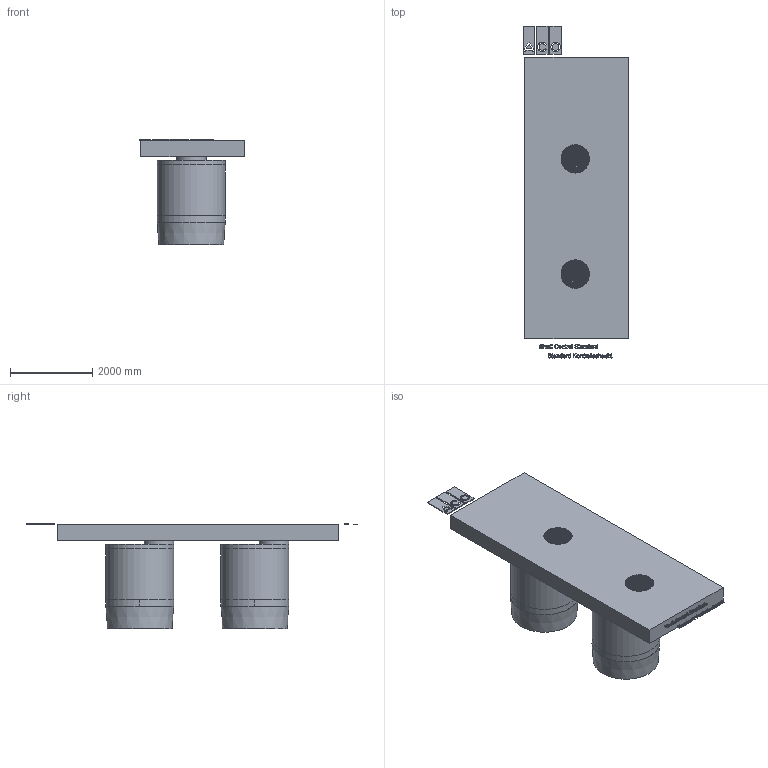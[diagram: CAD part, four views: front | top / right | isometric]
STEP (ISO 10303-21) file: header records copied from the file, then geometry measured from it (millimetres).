
FILE_DESCRIPTION(/* description */ (''),/* implementation_level */ '2;1');
FILE_NAME(/* name */ 'ACO Standard Kontrollschacht.s.iam.stp',/* time_stamp */ '2025-06-10T09:37:23+02:00',/* author */ ('AUnternaehrer'),/* organization */ (''),/* preprocessor_version */ 'ST-DEVELOPER v18.1',/* originating_system */ 'Autodesk Inventor 2022',/* authorisation */ '');
FILE_SCHEMA (('AUTOMOTIVE_DESIGN { 1 0 10303 214 3 1 1 }'));
Length unit declared in the file: millimetre
Products named in the file (566): ACO Standard Kontrollschacht.s; ACO Standard Kontrollschacht; ACO Standard Kontrollschacht_1; ACO Standard Kontrollschacht_2; ACO Standard Kontrollschacht_3; ACO Standard Kontrollschacht_4; ACO Standard Kontrollschacht_5; ACO Standard Kontrollschacht_6; ACO Standard Kontrollschacht_7; ACO Standard Kontrollschacht_8; ACO Standard Kontrollschacht_9; ACO Standard Kontrollschacht_10; ACO Standard Kontrollschacht_11; ACO Standard Kontrollschacht_12; ACO Standard Kontrollschacht_13; ACO Standard Kontrollschacht_14; ACO Standard Kontrollschacht_15; ACO Standard Kontrollschacht_16; ACO Standard Kontrollschacht_17; ACO Standard Kontrollschacht_18; ACO Standard Kontrollschacht_19; ACO Standard Kontrollschacht_20; ACO Standard Kontrollschacht_21; ACO Standard Kontrollschacht_22; ACO Standard Kontrollschacht_23; ACO Standard Kontrollschacht_24; ACO Standard Kontrollschacht_25; ACO Standard Kontrollschacht_26; ACO Standard Kontrollschacht_27; ACO Standard Kontrollschacht_28; ACO Standard Kontrollschacht_29; ACO Standard Kontrollschacht_30; ACO Standard Kontrollschacht_31; ACO Standard Kontrollschacht_32; ACO Standard Kontrollschacht_33; ACO Standard Kontrollschacht_34; ACO Standard Kontrollschacht_35; ACO Standard Kontrollschacht_36; ACO Standard Kontrollschacht_37; ACO Standard Kontrollschacht_38 ...
Assembly tree (565 placements, depth 2):
  ACO Standard Kontrollschacht.s
    ACO Standard Kontrollschacht
    ACO Standard Kontrollschacht_1
    ACO Standard Kontrollschacht_2
    ACO Standard Kontrollschacht_3
    ACO Standard Kontrollschacht_4
    ACO Standard Kontrollschacht_5
    ACO Standard Kontrollschacht_6
    ACO Standard Kontrollschacht_7
    ACO Standard Kontrollschacht_8
    ACO Standard Kontrollschacht_9
    ACO Standard Kontrollschacht_10
    ACO Standard Kontrollschacht_11
    ACO Standard Kontrollschacht_12
    ACO Standard Kontrollschacht_13
    ACO Standard Kontrollschacht_14
    ACO Standard Kontrollschacht_15
    ACO Standard Kontrollschacht_16
    ACO Standard Kontrollschacht_17
    ACO Standard Kontrollschacht_18
    ACO Standard Kontrollschacht_19
    ACO Standard Kontrollschacht_20
    ACO Standard Kontrollschacht_21
    ACO Standard Kontrollschacht_22
    ACO Standard Kontrollschacht_23
    ACO Standard Kontrollschacht_24
    ACO Standard Kontrollschacht_25
    ACO Standard Kontrollschacht_26
    ACO Standard Kontrollschacht_27
    ACO Standard Kontrollschacht_28
    ACO Standard Kontrollschacht_29
    ACO Standard Kontrollschacht_30
    ACO Standard Kontrollschacht_31
    ACO Standard Kontrollschacht_32
    ACO Standard Kontrollschacht_33
    ACO Standard Kontrollschacht_34
    ACO Standard Kontrollschacht_35
    ACO Standard Kontrollschacht_36
    ACO Standard Kontrollschacht_37
    ACO Standard Kontrollschacht_38
    ACO Standard Kontrollschacht_39
    ACO Standard Kontrollschacht_40
    ACO Standard Kontrollschacht_41
    ACO Standard Kontrollschacht_42
    ACO Standard Kontrollschacht_43
    ACO Standard Kontrollschacht_44
    ACO Standard Kontrollschacht_45
    ACO Standard Kontrollschacht_46
    ACO Standard Kontrollschacht_47
    ACO Standard Kontrollschacht_48
    ACO Standard Kontrollschacht_49
    ACO Standard Kontrollschacht_50
    ACO Standard Kontrollschacht_51
    ACO Standard Kontrollschacht_52
    ACO Standard Kontrollschacht_53
    ACO Standard Kontrollschacht_54
    ACO Standard Kontrollschacht_55
    ACO Standard Kontrollschacht_56
    ACO Standard Kontrollschacht_57
    ACO Standard Kontrollschacht_58
Bounding box: 2562.69 x 8071.94 x 2560 mm (x, y, z)
Volume: 11180708127.1 mm3; surface area: 114702623.1 mm2
Topology: 632 solids, 632 shells, 4819 faces, 10661 edges, 7100 vertices
Faces by surface type: plane 4695, cylinder 119, torus 3, cone 2
Full cylindrical faces by diameter (mm): 125 x1, 150 x2, 157.689 x1, 200 x4, 227.773 x1, 599 x2, 600 x2, 645 x4, 690 x8, 720 x4, 1500 x2, 1650 x4
Entity records: 156935 total; most frequent: CARTESIAN_POINT 23711, DIRECTION 22974, ORIENTED_EDGE 21322, EDGE_CURVE 10661, LINE 10248, VECTOR 10248, VERTEX_POINT 7100, AXIS2_PLACEMENT_3D 6363
